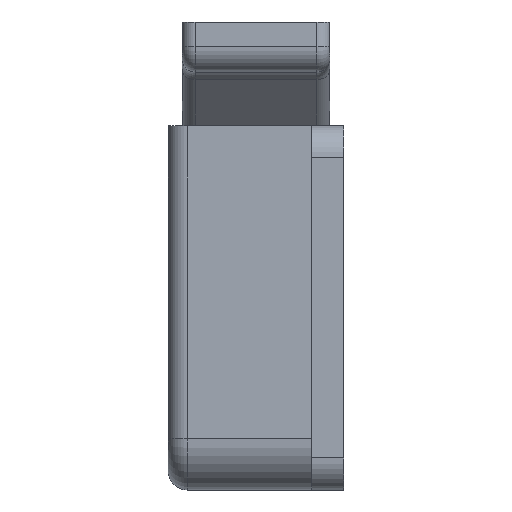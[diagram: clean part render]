
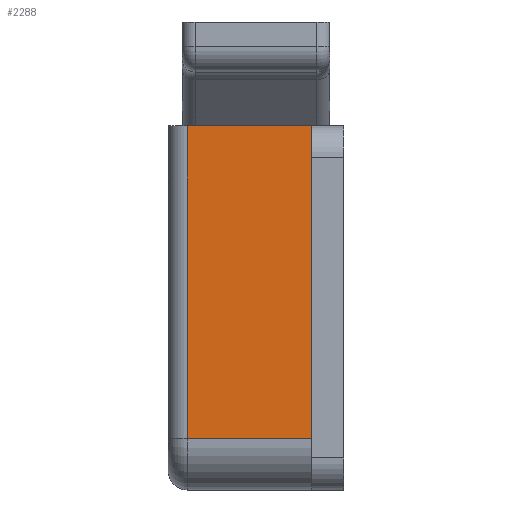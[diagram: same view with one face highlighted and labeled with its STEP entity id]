
A CAD part, left-side view. The second image highlights one B-rep face of the part: STEP entity #2288.
In plain terms, the highlighted planar face has unit normal (-1, 0, 0).
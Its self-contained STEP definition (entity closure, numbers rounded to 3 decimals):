
#114 = VECTOR ( 'NONE', #3377, 1000. ) ;
#165 = AXIS2_PLACEMENT_3D ( 'NONE', #2274, #3104, #396 ) ;
#299 = CARTESIAN_POINT ( 'NONE',  ( -16.5, 12.2, -10.2 ) ) ;
#396 = DIRECTION ( 'NONE',  ( 0., 0., -1. ) ) ;
#408 = VECTOR ( 'NONE', #2383, 1000. ) ;
#441 = VERTEX_POINT ( 'NONE', #803 ) ;
#468 = VERTEX_POINT ( 'NONE', #3220 ) ;
#690 = DIRECTION ( 'NONE',  ( 0., 0., -1. ) ) ;
#745 = EDGE_LOOP ( 'NONE', ( #895, #3528, #1584, #1187 ) ) ;
#803 = CARTESIAN_POINT ( 'NONE',  ( -16.5, 2.5, 14.2 ) ) ;
#823 = LINE ( 'NONE', #1057, #1216 ) ;
#895 = ORIENTED_EDGE ( 'NONE', *, *, #3373, .T. ) ;
#997 = CARTESIAN_POINT ( 'NONE',  ( -16.5, 2.5, -14.2 ) ) ;
#1057 = CARTESIAN_POINT ( 'NONE',  ( -16.5, 13.7, 14.2 ) ) ;
#1155 = VERTEX_POINT ( 'NONE', #2920 ) ;
#1187 = ORIENTED_EDGE ( 'NONE', *, *, #3341, .T. ) ;
#1216 = VECTOR ( 'NONE', #1945, 1000. ) ;
#1230 = FACE_OUTER_BOUND ( 'NONE', #745, .T. ) ;
#1584 = ORIENTED_EDGE ( 'NONE', *, *, #2698, .T. ) ;
#1692 = PLANE ( 'NONE',  #165 ) ;
#1945 = DIRECTION ( 'NONE',  ( 0., 1., 0. ) ) ;
#2153 = CARTESIAN_POINT ( 'NONE',  ( -16.5, 12.2, -14.2 ) ) ;
#2196 = VECTOR ( 'NONE', #690, 1000. ) ;
#2274 = CARTESIAN_POINT ( 'NONE',  ( -16.5, 13.7, -14.2 ) ) ;
#2288 = ADVANCED_FACE ( 'NONE', ( #1230 ), #1692, .F. ) ;
#2383 = DIRECTION ( 'NONE',  ( 0., 0., 1. ) ) ;
#2546 = LINE ( 'NONE', #3064, #114 ) ;
#2698 = EDGE_CURVE ( 'NONE', #2987, #468, #2546, .T. ) ;
#2863 = EDGE_CURVE ( 'NONE', #1155, #2987, #2912, .T. ) ;
#2912 = LINE ( 'NONE', #2153, #2196 ) ;
#2920 = CARTESIAN_POINT ( 'NONE',  ( -16.5, 12.2, 14.2 ) ) ;
#2987 = VERTEX_POINT ( 'NONE', #299 ) ;
#3064 = CARTESIAN_POINT ( 'NONE',  ( -16.5, 13.7, -10.2 ) ) ;
#3104 = DIRECTION ( 'NONE',  ( 1., 0., 0. ) ) ;
#3220 = CARTESIAN_POINT ( 'NONE',  ( -16.5, 2.5, -10.2 ) ) ;
#3341 = EDGE_CURVE ( 'NONE', #468, #441, #3475, .T. ) ;
#3373 = EDGE_CURVE ( 'NONE', #441, #1155, #823, .T. ) ;
#3377 = DIRECTION ( 'NONE',  ( 0., -1., 0. ) ) ;
#3475 = LINE ( 'NONE', #997, #408 ) ;
#3528 = ORIENTED_EDGE ( 'NONE', *, *, #2863, .T. ) ;
